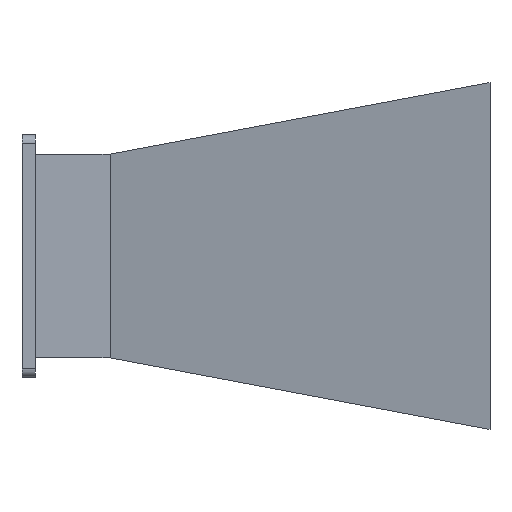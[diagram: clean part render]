
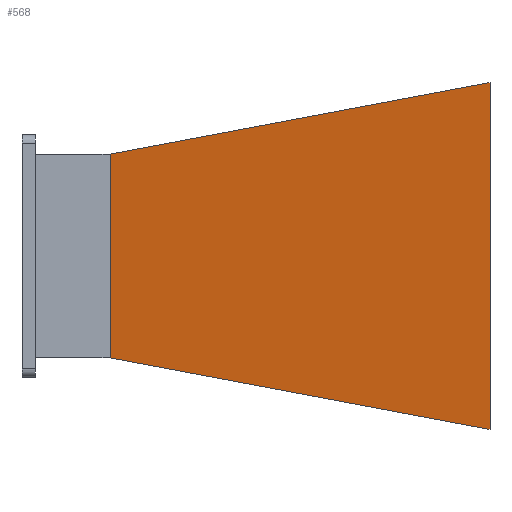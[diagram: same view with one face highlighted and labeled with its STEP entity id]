
A CAD part, front view. The second image highlights one B-rep face of the part: STEP entity #568.
In plain terms, the highlighted planar face has unit normal (-0.189, -0.982, 0).
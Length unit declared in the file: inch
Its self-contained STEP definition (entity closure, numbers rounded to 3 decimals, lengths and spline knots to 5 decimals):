
#41 = DIRECTION ( 'NONE',  ( 0., 0., -1. ) ) ;
#88 = AXIS2_PLACEMENT_3D ( 'NONE', #1680, #782, #100 ) ;
#100 = DIRECTION ( 'NONE',  ( -0.982, 0.189, 0. ) ) ;
#130 = FACE_OUTER_BOUND ( 'NONE', #181, .T. ) ;
#137 = CARTESIAN_POINT ( 'NONE',  ( 16.73228, -4.62598, 6.20079 ) ) ;
#173 = ORIENTED_EDGE ( 'NONE', *, *, #1161, .T. ) ;
#181 = EDGE_LOOP ( 'NONE', ( #670, #1164, #358, #173 ) ) ;
#207 = DIRECTION ( 'NONE',  ( 0.966, -0.185, 0.182 ) ) ;
#290 = VECTOR ( 'NONE', #41, 39.37008 ) ;
#358 = ORIENTED_EDGE ( 'NONE', *, *, #960, .F. ) ;
#390 = PLANE ( 'NONE',  #88 ) ;
#415 = CARTESIAN_POINT ( 'NONE',  ( 16.73228, -4.62598, 6.20079 ) ) ;
#568 = ADVANCED_FACE ( 'NONE', ( #130 ), #390, .F. ) ;
#569 = DIRECTION ( 'NONE',  ( 0.966, -0.185, -0.182 ) ) ;
#670 = ORIENTED_EDGE ( 'NONE', *, *, #1187, .T. ) ;
#685 = VERTEX_POINT ( 'NONE', #137 ) ;
#691 = CARTESIAN_POINT ( 'NONE',  ( 3.14961, -2.0187, -3.6437 ) ) ;
#737 = CARTESIAN_POINT ( 'NONE',  ( 3.14961, -2.0187, 3.6437 ) ) ;
#776 = DIRECTION ( 'NONE',  ( 0., 0., -1. ) ) ;
#782 = DIRECTION ( 'NONE',  ( 0.189, 0.982, 0. ) ) ;
#798 = CARTESIAN_POINT ( 'NONE',  ( 3.14961, -2.0187, -3.6437 ) ) ;
#821 = LINE ( 'NONE', #798, #1065 ) ;
#927 = CARTESIAN_POINT ( 'NONE',  ( 3.14961, -2.0187, 0. ) ) ;
#939 = LINE ( 'NONE', #927, #290 ) ;
#960 = EDGE_CURVE ( 'NONE', #1234, #685, #1391, .T. ) ;
#1047 = LINE ( 'NONE', #415, #1123 ) ;
#1065 = VECTOR ( 'NONE', #569, 39.37008 ) ;
#1071 = VERTEX_POINT ( 'NONE', #1669 ) ;
#1123 = VECTOR ( 'NONE', #776, 39.37008 ) ;
#1161 = EDGE_CURVE ( 'NONE', #1234, #1673, #939, .T. ) ;
#1164 = ORIENTED_EDGE ( 'NONE', *, *, #1388, .F. ) ;
#1187 = EDGE_CURVE ( 'NONE', #1673, #1071, #821, .T. ) ;
#1204 = CARTESIAN_POINT ( 'NONE',  ( 3.14961, -2.0187, 3.6437 ) ) ;
#1234 = VERTEX_POINT ( 'NONE', #1204 ) ;
#1257 = VECTOR ( 'NONE', #207, 39.37008 ) ;
#1388 = EDGE_CURVE ( 'NONE', #685, #1071, #1047, .T. ) ;
#1391 = LINE ( 'NONE', #737, #1257 ) ;
#1669 = CARTESIAN_POINT ( 'NONE',  ( 16.73228, -4.62598, -6.20079 ) ) ;
#1673 = VERTEX_POINT ( 'NONE', #691 ) ;
#1680 = CARTESIAN_POINT ( 'NONE',  ( -0.2618, -1.36386, 0. ) ) ;
